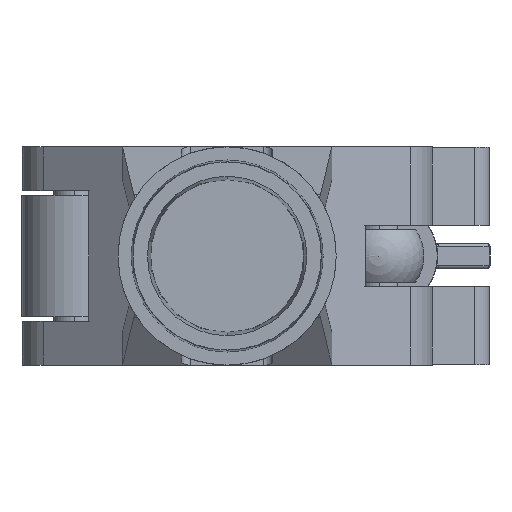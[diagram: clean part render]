
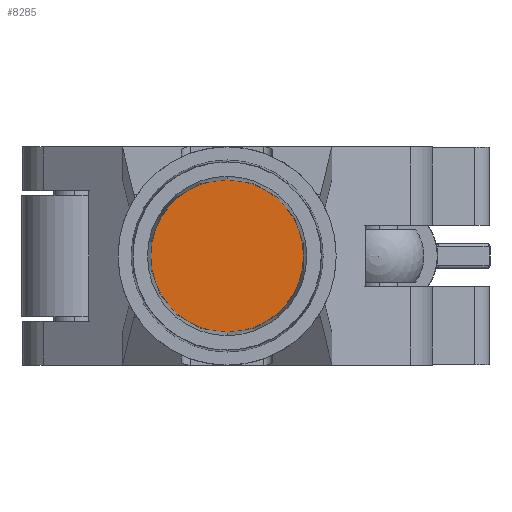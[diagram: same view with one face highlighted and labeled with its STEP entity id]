
A CAD part, front view. The second image highlights one B-rep face of the part: STEP entity #8285.
In plain terms, the highlighted face is planar.
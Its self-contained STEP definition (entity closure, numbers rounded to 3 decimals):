
#277 = CARTESIAN_POINT ( 'NONE',  ( -17.5, 0., -5.5 ) ) ;
#529 = EDGE_CURVE ( 'NONE', #6589, #5232, #2704, .T. ) ;
#914 = PLANE ( 'NONE',  #8287 ) ;
#2528 = DIRECTION ( 'NONE',  ( 0., 0., 1. ) ) ;
#2704 = CIRCLE ( 'NONE', #3456, 17.5 ) ;
#3239 = CARTESIAN_POINT ( 'NONE',  ( 0., 0., -5.5 ) ) ;
#3456 = AXIS2_PLACEMENT_3D ( 'NONE', #3239, #9775, #8868 ) ;
#3658 = DIRECTION ( 'NONE',  ( 0., 0., -1. ) ) ;
#3750 = CIRCLE ( 'NONE', #9428, 17.5 ) ;
#5232 = VERTEX_POINT ( 'NONE', #277 ) ;
#5889 = EDGE_CURVE ( 'NONE', #5232, #6589, #3750, .T. ) ;
#6515 = CARTESIAN_POINT ( 'NONE',  ( 0., -17.5, -5.5 ) ) ;
#6589 = VERTEX_POINT ( 'NONE', #6901 ) ;
#6901 = CARTESIAN_POINT ( 'NONE',  ( 17.5, 0., -5.5 ) ) ;
#7761 = DIRECTION ( 'NONE',  ( -1., 0., 0. ) ) ;
#7961 = FACE_OUTER_BOUND ( 'NONE', #8963, .T. ) ;
#8126 = DIRECTION ( 'NONE',  ( 1., 0., 0. ) ) ;
#8285 = ADVANCED_FACE ( 'NONE', ( #7961 ), #914, .F. ) ;
#8287 = AXIS2_PLACEMENT_3D ( 'NONE', #6515, #2528, #8126 ) ;
#8509 = ORIENTED_EDGE ( 'NONE', *, *, #529, .T. ) ;
#8868 = DIRECTION ( 'NONE',  ( -1., 0., 0. ) ) ;
#8963 = EDGE_LOOP ( 'NONE', ( #9098, #8509 ) ) ;
#9098 = ORIENTED_EDGE ( 'NONE', *, *, #5889, .T. ) ;
#9238 = CARTESIAN_POINT ( 'NONE',  ( 0., 0., -5.5 ) ) ;
#9428 = AXIS2_PLACEMENT_3D ( 'NONE', #9238, #3658, #7761 ) ;
#9775 = DIRECTION ( 'NONE',  ( 0., 0., -1. ) ) ;
